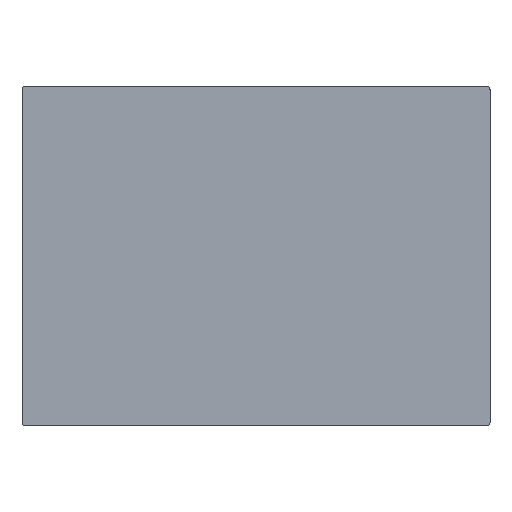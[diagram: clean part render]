
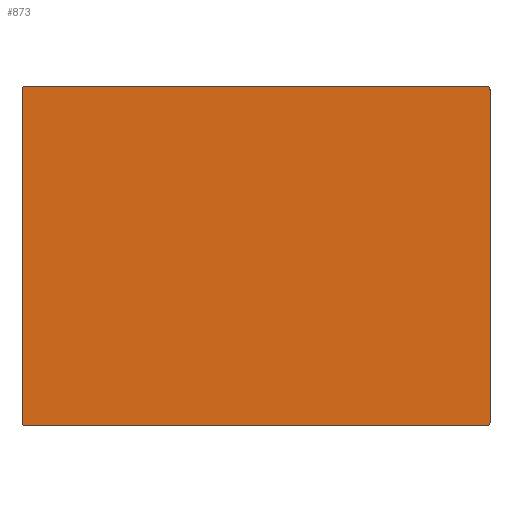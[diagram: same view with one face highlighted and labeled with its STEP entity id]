
A CAD part, left-side view. The second image highlights one B-rep face of the part: STEP entity #873.
In plain terms, the highlighted planar face has unit normal (-1, 0, 0).
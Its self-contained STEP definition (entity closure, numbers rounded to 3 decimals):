
#69=CARTESIAN_POINT('Vertex',(-6.5,146.113,-104.)) ;
#72=CARTESIAN_POINT('Line Origine',(-6.5,146.113,0.)) ;
#76=CARTESIAN_POINT('Vertex',(-6.5,146.113,104.)) ;
#255=CARTESIAN_POINT('Vertex',(-6.5,144.,-106.113)) ;
#259=CARTESIAN_POINT('Control Point',(-6.5,144.,-106.113)) ;
#260=CARTESIAN_POINT('Control Point',(-6.5,144.664,-106.113)) ;
#261=CARTESIAN_POINT('Control Point',(-6.5,145.329,-105.853)) ;
#262=CARTESIAN_POINT('Control Point',(-6.5,145.853,-105.329)) ;
#263=CARTESIAN_POINT('Control Point',(-6.5,146.113,-104.664)) ;
#264=CARTESIAN_POINT('Control Point',(-6.5,146.113,-104.)) ;
#284=CARTESIAN_POINT('Control Point',(-6.5,146.113,104.)) ;
#285=CARTESIAN_POINT('Control Point',(-6.5,146.113,104.664)) ;
#286=CARTESIAN_POINT('Control Point',(-6.5,145.853,105.329)) ;
#287=CARTESIAN_POINT('Control Point',(-6.5,145.329,105.853)) ;
#288=CARTESIAN_POINT('Control Point',(-6.5,144.664,106.113)) ;
#289=CARTESIAN_POINT('Control Point',(-6.5,144.,106.113)) ;
#290=CARTESIAN_POINT('Vertex',(-6.5,144.,106.113)) ;
#314=CARTESIAN_POINT('Vertex',(-6.5,-144.,-106.113)) ;
#317=CARTESIAN_POINT('Line Origine',(-6.5,0.,-106.113)) ;
#343=CARTESIAN_POINT('Vertex',(-6.5,-146.113,-104.)) ;
#347=CARTESIAN_POINT('Control Point',(-6.5,-146.113,-104.)) ;
#348=CARTESIAN_POINT('Control Point',(-6.5,-146.113,-104.664)) ;
#349=CARTESIAN_POINT('Control Point',(-6.5,-145.853,-105.329)) ;
#350=CARTESIAN_POINT('Control Point',(-6.5,-145.329,-105.853)) ;
#351=CARTESIAN_POINT('Control Point',(-6.5,-144.664,-106.113)) ;
#352=CARTESIAN_POINT('Control Point',(-6.5,-144.,-106.113)) ;
#370=CARTESIAN_POINT('Vertex',(-6.5,-146.113,104.)) ;
#373=CARTESIAN_POINT('Line Origine',(-6.5,-146.113,0.)) ;
#399=CARTESIAN_POINT('Vertex',(-6.5,-144.,106.113)) ;
#403=CARTESIAN_POINT('Control Point',(-6.5,-144.,106.113)) ;
#404=CARTESIAN_POINT('Control Point',(-6.5,-144.664,106.113)) ;
#405=CARTESIAN_POINT('Control Point',(-6.5,-145.329,105.853)) ;
#406=CARTESIAN_POINT('Control Point',(-6.5,-145.853,105.329)) ;
#407=CARTESIAN_POINT('Control Point',(-6.5,-146.113,104.664)) ;
#408=CARTESIAN_POINT('Control Point',(-6.5,-146.113,104.)) ;
#422=CARTESIAN_POINT('Line Origine',(-6.5,0.,106.113)) ;
#858=CARTESIAN_POINT('Axis2P3D Location',(-6.5,0.,0.)) ;
#73=DIRECTION('Vector Direction',(0.,0.,1.)) ;
#318=DIRECTION('Vector Direction',(0.,1.,0.)) ;
#374=DIRECTION('Vector Direction',(0.,0.,-1.)) ;
#423=DIRECTION('Vector Direction',(0.,-1.,0.)) ;
#859=DIRECTION('Axis2P3D Direction',(1.,0.,0.)) ;
#860=DIRECTION('Axis2P3D XDirection',(0.,1.,0.)) ;
#861=AXIS2_PLACEMENT_3D('Plane Axis2P3D',#858,#859,#860) ;
#864=ORIENTED_EDGE('',*,*,#78,.T.) ;
#865=ORIENTED_EDGE('',*,*,#265,.T.) ;
#866=ORIENTED_EDGE('',*,*,#321,.T.) ;
#867=ORIENTED_EDGE('',*,*,#353,.T.) ;
#868=ORIENTED_EDGE('',*,*,#377,.T.) ;
#869=ORIENTED_EDGE('',*,*,#409,.T.) ;
#870=ORIENTED_EDGE('',*,*,#426,.T.) ;
#871=ORIENTED_EDGE('',*,*,#292,.T.) ;
#74=VECTOR('Line Direction',#73,1.) ;
#319=VECTOR('Line Direction',#318,1.) ;
#375=VECTOR('Line Direction',#374,1.) ;
#424=VECTOR('Line Direction',#423,1.) ;
#873=ADVANCED_FACE('PartBody',(#872),#862,.F.) ;
#258=B_SPLINE_CURVE_WITH_KNOTS('',5,(#259,#260,#261,#262,#263,#264),.UNSPECIFIED.,.F.,.U.,(6,6),(793.959,797.279),.UNSPECIFIED.) ;
#283=B_SPLINE_CURVE_WITH_KNOTS('',5,(#284,#285,#286,#287,#288,#289),.UNSPECIFIED.,.F.,.U.,(6,6),(0.,3.32),.UNSPECIFIED.) ;
#346=B_SPLINE_CURVE_WITH_KNOTS('',5,(#347,#348,#349,#350,#351,#352),.UNSPECIFIED.,.F.,.U.,(6,6),(502.64,505.959),.UNSPECIFIED.) ;
#402=B_SPLINE_CURVE_WITH_KNOTS('',5,(#403,#404,#405,#406,#407,#408),.UNSPECIFIED.,.F.,.U.,(6,6),(291.32,294.64),.UNSPECIFIED.) ;
#78=EDGE_CURVE('',#77,#70,#75,.F.) ;
#265=EDGE_CURVE('',#70,#256,#258,.F.) ;
#292=EDGE_CURVE('',#291,#77,#283,.F.) ;
#321=EDGE_CURVE('',#256,#315,#320,.F.) ;
#353=EDGE_CURVE('',#315,#344,#346,.F.) ;
#377=EDGE_CURVE('',#344,#371,#376,.F.) ;
#409=EDGE_CURVE('',#371,#400,#402,.F.) ;
#426=EDGE_CURVE('',#400,#291,#425,.F.) ;
#863=EDGE_LOOP('',(#864,#865,#866,#867,#868,#869,#870,#871)) ;
#872=FACE_OUTER_BOUND('',#863,.T.) ;
#75=LINE('Line',#72,#74) ;
#320=LINE('Line',#317,#319) ;
#376=LINE('Line',#373,#375) ;
#425=LINE('Line',#422,#424) ;
#862=PLANE('',#861) ;
#70=VERTEX_POINT('',#69) ;
#77=VERTEX_POINT('',#76) ;
#256=VERTEX_POINT('',#255) ;
#291=VERTEX_POINT('',#290) ;
#315=VERTEX_POINT('',#314) ;
#344=VERTEX_POINT('',#343) ;
#371=VERTEX_POINT('',#370) ;
#400=VERTEX_POINT('',#399) ;
